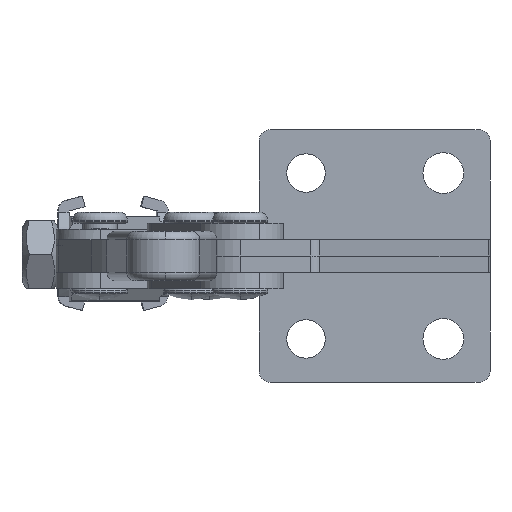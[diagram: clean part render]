
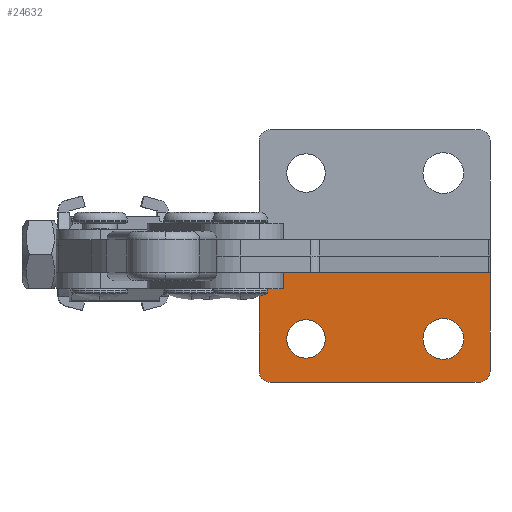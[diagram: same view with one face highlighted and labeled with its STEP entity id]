
A CAD part, left-side view. The second image highlights one B-rep face of the part: STEP entity #24632.
In plain terms, the highlighted planar face has unit normal (-1, 0, 0).
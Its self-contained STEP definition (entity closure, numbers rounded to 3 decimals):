
#1411 = EDGE_LOOP ( 'NONE', ( #1800, #28710 ) ) ;
#1800 = ORIENTED_EDGE ( 'NONE', *, *, #2618, .T. ) ;
#2221 = DIRECTION ( 'NONE',  ( 1., 0., 0. ) ) ;
#2618 = EDGE_CURVE ( 'NONE', #9174, #5622, #30067, .T. ) ;
#2868 = ORIENTED_EDGE ( 'NONE', *, *, #15520, .T. ) ;
#2871 = FACE_BOUND ( 'NONE', #1411, .T. ) ;
#3437 = CARTESIAN_POINT ( 'NONE',  ( -3., 42., 3. ) ) ;
#4372 = AXIS2_PLACEMENT_3D ( 'NONE', #11492, #28674, #13962 ) ;
#4397 = DIRECTION ( 'NONE',  ( 0., 0., -1. ) ) ;
#4417 = CARTESIAN_POINT ( 'NONE',  ( -3., 40., -20. ) ) ;
#4652 = CIRCLE ( 'NONE', #13407, 3.5 ) ;
#5146 = VERTEX_POINT ( 'NONE', #29026 ) ;
#5401 = VECTOR ( 'NONE', #30048, 1000. ) ;
#5452 = CIRCLE ( 'NONE', #4372, 2. ) ;
#5501 = ORIENTED_EDGE ( 'NONE', *, *, #11826, .T. ) ;
#5622 = VERTEX_POINT ( 'NONE', #11087 ) ;
#5674 = CARTESIAN_POINT ( 'NONE',  ( -3., 0., 0. ) ) ;
#5813 = LINE ( 'NONE', #27966, #18059 ) ;
#6021 = ORIENTED_EDGE ( 'NONE', *, *, #9660, .F. ) ;
#7208 = EDGE_LOOP ( 'NONE', ( #2868, #26507 ) ) ;
#9174 = VERTEX_POINT ( 'NONE', #13933 ) ;
#9241 = DIRECTION ( 'NONE',  ( 1., 0., 0. ) ) ;
#9250 = VERTEX_POINT ( 'NONE', #4417 ) ;
#9427 = VECTOR ( 'NONE', #27959, 1000. ) ;
#9660 = EDGE_CURVE ( 'NONE', #9250, #19721, #5452, .T. ) ;
#9977 = EDGE_CURVE ( 'NONE', #13576, #31714, #5813, .T. ) ;
#10480 = EDGE_CURVE ( 'NONE', #5622, #9174, #4652, .T. ) ;
#11029 = CARTESIAN_POINT ( 'NONE',  ( -3., 33.5, -12.1 ) ) ;
#11030 = EDGE_LOOP ( 'NONE', ( #16649, #5501, #25274, #6021, #26319, #28452 ) ) ;
#11087 = CARTESIAN_POINT ( 'NONE',  ( -3., 33.5, -8.6 ) ) ;
#11273 = CARTESIAN_POINT ( 'NONE',  ( -3., 42., -18. ) ) ;
#11492 = CARTESIAN_POINT ( 'NONE',  ( -3., 40., -18. ) ) ;
#11659 = PLANE ( 'NONE',  #24423 ) ;
#11791 = EDGE_CURVE ( 'NONE', #19567, #5146, #31693, .T. ) ;
#11826 = EDGE_CURVE ( 'NONE', #13576, #19845, #30956, .T. ) ;
#12186 = DIRECTION ( 'NONE',  ( 1., 0., 0. ) ) ;
#12548 = DIRECTION ( 'NONE',  ( 1., 0., 0. ) ) ;
#12962 = CARTESIAN_POINT ( 'NONE',  ( -3., 2., 0. ) ) ;
#13284 = DIRECTION ( 'NONE',  ( 0., 0., -1. ) ) ;
#13407 = AXIS2_PLACEMENT_3D ( 'NONE', #26849, #12186, #29374 ) ;
#13476 = DIRECTION ( 'NONE',  ( 0., 0., -1. ) ) ;
#13576 = VERTEX_POINT ( 'NONE', #5674 ) ;
#13933 = CARTESIAN_POINT ( 'NONE',  ( -3., 33.5, -15.6 ) ) ;
#13962 = DIRECTION ( 'NONE',  ( 0., 0., 1. ) ) ;
#14037 = CARTESIAN_POINT ( 'NONE',  ( -3., 0., -18. ) ) ;
#14863 = AXIS2_PLACEMENT_3D ( 'NONE', #27210, #12548, #29728 ) ;
#15520 = EDGE_CURVE ( 'NONE', #5146, #19567, #17336, .T. ) ;
#16649 = ORIENTED_EDGE ( 'NONE', *, *, #9977, .F. ) ;
#16837 = CARTESIAN_POINT ( 'NONE',  ( -3., 8.5, -12.1 ) ) ;
#17321 = EDGE_CURVE ( 'NONE', #31714, #18920, #28692, .T. ) ;
#17336 = CIRCLE ( 'NONE', #25793, 3.7 ) ;
#18059 = VECTOR ( 'NONE', #13284, 1000. ) ;
#18597 = EDGE_CURVE ( 'NONE', #19721, #19845, #29022, .T. ) ;
#18920 = VERTEX_POINT ( 'NONE', #26938 ) ;
#19041 = DIRECTION ( 'NONE',  ( 1., 0., 0. ) ) ;
#19286 = DIRECTION ( 'NONE',  ( 0., 0., -1. ) ) ;
#19567 = VERTEX_POINT ( 'NONE', #20240 ) ;
#19721 = VERTEX_POINT ( 'NONE', #11273 ) ;
#19845 = VERTEX_POINT ( 'NONE', #28850 ) ;
#20231 = AXIS2_PLACEMENT_3D ( 'NONE', #11029, #28185, #13476 ) ;
#20240 = CARTESIAN_POINT ( 'NONE',  ( -3., 8.5, -8.4 ) ) ;
#21682 = AXIS2_PLACEMENT_3D ( 'NONE', #23895, #9241, #26390 ) ;
#22359 = FACE_OUTER_BOUND ( 'NONE', #11030, .T. ) ;
#23895 = CARTESIAN_POINT ( 'NONE',  ( -3., 2., -18. ) ) ;
#24346 = VECTOR ( 'NONE', #27649, 1000. ) ;
#24423 = AXIS2_PLACEMENT_3D ( 'NONE', #28726, #19041, #4397 ) ;
#24632 = ADVANCED_FACE ( 'NONE', ( #28187, #2871, #22359 ), #11659, .F. ) ;
#24919 = LINE ( 'NONE', #27556, #5401 ) ;
#25274 = ORIENTED_EDGE ( 'NONE', *, *, #18597, .F. ) ;
#25793 = AXIS2_PLACEMENT_3D ( 'NONE', #16837, #2221, #19286 ) ;
#26319 = ORIENTED_EDGE ( 'NONE', *, *, #30271, .F. ) ;
#26390 = DIRECTION ( 'NONE',  ( 0., 0., -1. ) ) ;
#26507 = ORIENTED_EDGE ( 'NONE', *, *, #11791, .T. ) ;
#26849 = CARTESIAN_POINT ( 'NONE',  ( -3., 33.5, -12.1 ) ) ;
#26938 = CARTESIAN_POINT ( 'NONE',  ( -3., 2., -20. ) ) ;
#27210 = CARTESIAN_POINT ( 'NONE',  ( -3., 8.5, -12.1 ) ) ;
#27556 = CARTESIAN_POINT ( 'NONE',  ( -3., 40., -20. ) ) ;
#27649 = DIRECTION ( 'NONE',  ( 0., 1., 0. ) ) ;
#27959 = DIRECTION ( 'NONE',  ( 0., 0., 1. ) ) ;
#27966 = CARTESIAN_POINT ( 'NONE',  ( -3., 0., 3. ) ) ;
#28185 = DIRECTION ( 'NONE',  ( 1., 0., 0. ) ) ;
#28187 = FACE_BOUND ( 'NONE', #7208, .T. ) ;
#28452 = ORIENTED_EDGE ( 'NONE', *, *, #17321, .F. ) ;
#28674 = DIRECTION ( 'NONE',  ( 1., 0., 0. ) ) ;
#28692 = CIRCLE ( 'NONE', #21682, 2. ) ;
#28710 = ORIENTED_EDGE ( 'NONE', *, *, #10480, .T. ) ;
#28726 = CARTESIAN_POINT ( 'NONE',  ( -3., 2., -18. ) ) ;
#28850 = CARTESIAN_POINT ( 'NONE',  ( -3., 42., 0. ) ) ;
#29022 = LINE ( 'NONE', #3437, #9427 ) ;
#29026 = CARTESIAN_POINT ( 'NONE',  ( -3., 8.5, -15.8 ) ) ;
#29374 = DIRECTION ( 'NONE',  ( 0., 0., -1. ) ) ;
#29728 = DIRECTION ( 'NONE',  ( 0., 0., -1. ) ) ;
#30048 = DIRECTION ( 'NONE',  ( 0., 1., 0. ) ) ;
#30067 = CIRCLE ( 'NONE', #20231, 3.5 ) ;
#30271 = EDGE_CURVE ( 'NONE', #18920, #9250, #24919, .T. ) ;
#30956 = LINE ( 'NONE', #12962, #24346 ) ;
#31693 = CIRCLE ( 'NONE', #14863, 3.7 ) ;
#31714 = VERTEX_POINT ( 'NONE', #14037 ) ;
